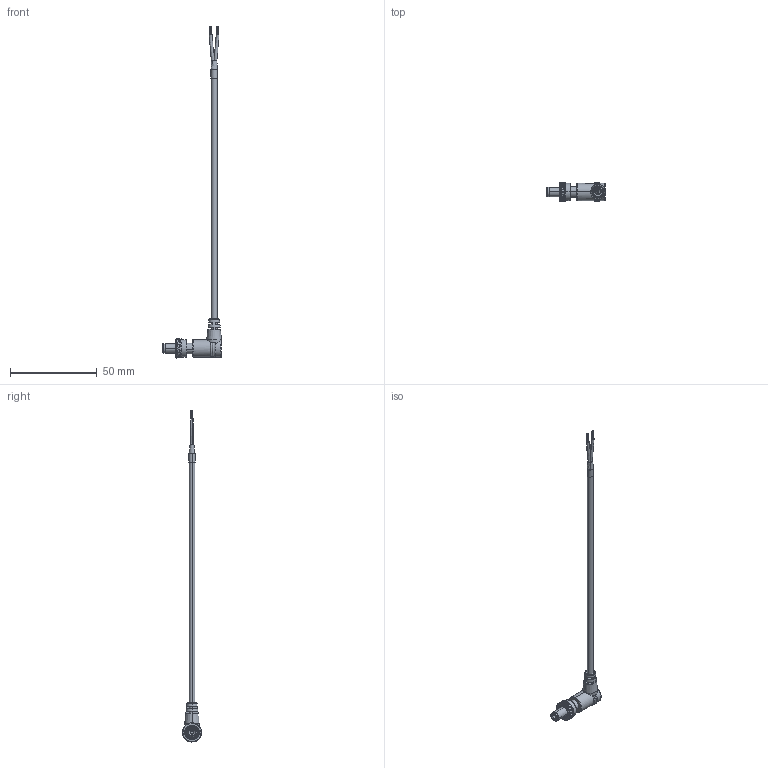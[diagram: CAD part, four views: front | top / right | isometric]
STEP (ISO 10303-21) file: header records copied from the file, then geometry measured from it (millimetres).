
FILE_DESCRIPTION (( 'STEP AP203' ), '1' );
FILE_NAME ('10-00123.step', '2016-09-15T23:33:02', ( '' ), ( '' ), 'SwSTEP 2.0', 'SolidWorks 2015', '' );
FILE_SCHEMA (( 'CONFIG_CONTROL_DESIGN' ));
Length unit declared in the file: millimetre
Products named in the file (10): 50-00011 shell 2; 24-00017; 50-00011 insulator; 50-00011 interior shell; 50-00011; 10-00123; 50-00011 pin; 50-00011 locking ring; 50-00011 shell; 30-00004_stripped and tinned
Assembly tree (9 placements, depth 3):
  10-00123
    30-00004_stripped and tinned
    24-00017
    50-00011
      50-00011 insulator
      50-00011 interior shell
      50-00011 locking ring
      50-00011 pin
      50-00011 shell 2
      50-00011 shell
Bounding box: 34 x 11 x 191.5 mm (x, y, z)
Volume: 3866.7 mm3; surface area: 15134.1 mm2
Topology: 176 solids, 176 shells, 1963 faces, 3998 edges, 2404 vertices
Faces by surface type: plane 673, bspline 664, cylinder 562, torus 32, cone 32
Entity records: 73260 total; most frequent: CARTESIAN_POINT 36877, ORIENTED_EDGE 7988, DIRECTION 5494, EDGE_CURVE 3994, VERTEX_POINT 2404, AXIS2_PLACEMENT_3D 2285, B_SPLINE_CURVE_WITH_KNOTS 2095, EDGE_LOOP 1998
